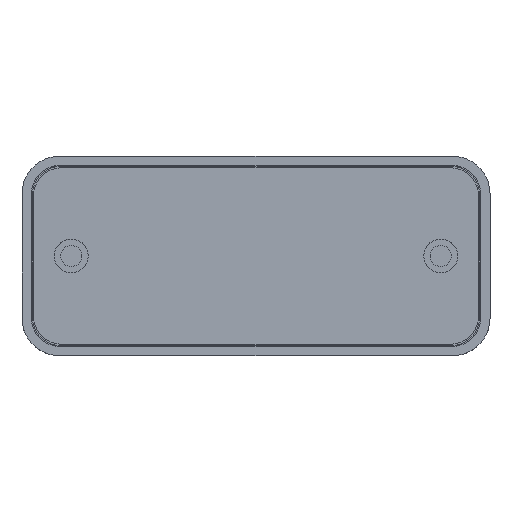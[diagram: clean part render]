
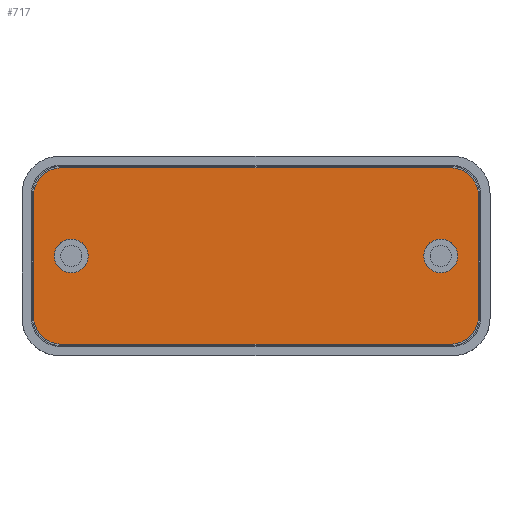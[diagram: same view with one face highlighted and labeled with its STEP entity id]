
A CAD part, top view. The second image highlights one B-rep face of the part: STEP entity #717.
In plain terms, the highlighted planar face has unit normal (0, 0, 1).
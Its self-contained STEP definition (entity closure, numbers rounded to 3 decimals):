
#41 = EDGE_LOOP ( 'NONE', ( #972, #710 ) ) ;
#51 = DIRECTION ( 'NONE',  ( 1., 0., 0. ) ) ;
#54 = AXIS2_PLACEMENT_3D ( 'NONE', #1397, #1082, #1731 ) ;
#60 = DIRECTION ( 'NONE',  ( 0., 0., 1. ) ) ;
#78 = DIRECTION ( 'NONE',  ( 0., 0., 1. ) ) ;
#102 = EDGE_CURVE ( 'NONE', #1505, #1153, #1520, .T. ) ;
#109 = DIRECTION ( 'NONE',  ( 0., 0., 1. ) ) ;
#168 = CARTESIAN_POINT ( 'NONE',  ( 41.25, -18.75, 6.8 ) ) ;
#184 = CARTESIAN_POINT ( 'NONE',  ( -41.25, -12.75, 6.8 ) ) ;
#188 = VERTEX_POINT ( 'NONE', #1989 ) ;
#194 = ORIENTED_EDGE ( 'NONE', *, *, #707, .T. ) ;
#239 = DIRECTION ( 'NONE',  ( 1., 0., 0. ) ) ;
#240 = AXIS2_PLACEMENT_3D ( 'NONE', #1188, #78, #51 ) ;
#255 = CIRCLE ( 'NONE', #1187, 3.6 ) ;
#262 = CARTESIAN_POINT ( 'NONE',  ( -39.25, 0., 6.8 ) ) ;
#290 = LINE ( 'NONE', #1745, #1411 ) ;
#303 = CARTESIAN_POINT ( 'NONE',  ( -41.25, 18.75, 6.8 ) ) ;
#309 = ORIENTED_EDGE ( 'NONE', *, *, #2070, .T. ) ;
#310 = DIRECTION ( 'NONE',  ( -1., 0., 0. ) ) ;
#338 = CIRCLE ( 'NONE', #878, 3.6 ) ;
#348 = EDGE_LOOP ( 'NONE', ( #1367, #1595 ) ) ;
#361 = CARTESIAN_POINT ( 'NONE',  ( 47.25, 18.75, 6.8 ) ) ;
#369 = CARTESIAN_POINT ( 'NONE',  ( -47.25, -18.75, 6.8 ) ) ;
#382 = EDGE_CURVE ( 'NONE', #571, #631, #255, .T. ) ;
#439 = CARTESIAN_POINT ( 'NONE',  ( 47.25, -12.75, 6.8 ) ) ;
#483 = VERTEX_POINT ( 'NONE', #1964 ) ;
#485 = CARTESIAN_POINT ( 'NONE',  ( -42.85, 0., 6.8 ) ) ;
#520 = CIRCLE ( 'NONE', #1708, 3.6 ) ;
#525 = VERTEX_POINT ( 'NONE', #625 ) ;
#571 = VERTEX_POINT ( 'NONE', #584 ) ;
#572 = ORIENTED_EDGE ( 'NONE', *, *, #102, .T. ) ;
#584 = CARTESIAN_POINT ( 'NONE',  ( 42.85, 0., 6.8 ) ) ;
#625 = CARTESIAN_POINT ( 'NONE',  ( -47.25, 12.75, 6.8 ) ) ;
#631 = VERTEX_POINT ( 'NONE', #1738 ) ;
#638 = CARTESIAN_POINT ( 'NONE',  ( 41.25, 12.75, 6.8 ) ) ;
#696 = AXIS2_PLACEMENT_3D ( 'NONE', #184, #816, #1484 ) ;
#703 = CARTESIAN_POINT ( 'NONE',  ( 41.25, -12.75, 6.8 ) ) ;
#707 = EDGE_CURVE ( 'NONE', #1634, #1505, #1763, .T. ) ;
#710 = ORIENTED_EDGE ( 'NONE', *, *, #1839, .F. ) ;
#717 = ADVANCED_FACE ( 'NONE', ( #1854, #865, #1025 ), #1844, .T. ) ;
#719 = EDGE_CURVE ( 'NONE', #1303, #1349, #338, .T. ) ;
#747 = VERTEX_POINT ( 'NONE', #303 ) ;
#809 = EDGE_CURVE ( 'NONE', #525, #956, #290, .T. ) ;
#816 = DIRECTION ( 'NONE',  ( 0., 0., 1. ) ) ;
#846 = CARTESIAN_POINT ( 'NONE',  ( -39.25, 0., 6.8 ) ) ;
#852 = AXIS2_PLACEMENT_3D ( 'NONE', #638, #1312, #1949 ) ;
#857 = AXIS2_PLACEMENT_3D ( 'NONE', #262, #909, #1565 ) ;
#865 = FACE_BOUND ( 'NONE', #41, .T. ) ;
#878 = AXIS2_PLACEMENT_3D ( 'NONE', #846, #1008, #1509 ) ;
#897 = EDGE_CURVE ( 'NONE', #188, #747, #957, .T. ) ;
#909 = DIRECTION ( 'NONE',  ( 0., 0., 1. ) ) ;
#952 = CIRCLE ( 'NONE', #54, 6. ) ;
#956 = VERTEX_POINT ( 'NONE', #1867 ) ;
#957 = LINE ( 'NONE', #1494, #1941 ) ;
#972 = ORIENTED_EDGE ( 'NONE', *, *, #382, .F. ) ;
#1008 = DIRECTION ( 'NONE',  ( 0., 0., 1. ) ) ;
#1013 = DIRECTION ( 'NONE',  ( 1., 0., 0. ) ) ;
#1025 = FACE_OUTER_BOUND ( 'NONE', #1362, .T. ) ;
#1041 = CARTESIAN_POINT ( 'NONE',  ( 39.25, 0., 6.8 ) ) ;
#1082 = DIRECTION ( 'NONE',  ( 0., 0., 1. ) ) ;
#1096 = DIRECTION ( 'NONE',  ( 0., -1., 0. ) ) ;
#1153 = VERTEX_POINT ( 'NONE', #1490 ) ;
#1187 = AXIS2_PLACEMENT_3D ( 'NONE', #1196, #109, #1564 ) ;
#1188 = CARTESIAN_POINT ( 'NONE',  ( 0., 0., 6.8 ) ) ;
#1189 = VECTOR ( 'NONE', #1823, 1000. ) ;
#1196 = CARTESIAN_POINT ( 'NONE',  ( 39.25, 0., 6.8 ) ) ;
#1208 = VECTOR ( 'NONE', #1013, 1000. ) ;
#1219 = DIRECTION ( 'NONE',  ( 1., 0., 0. ) ) ;
#1297 = EDGE_CURVE ( 'NONE', #1153, #188, #1771, .T. ) ;
#1303 = VERTEX_POINT ( 'NONE', #485 ) ;
#1312 = DIRECTION ( 'NONE',  ( 0., 0., 1. ) ) ;
#1327 = CARTESIAN_POINT ( 'NONE',  ( -35.65, 0., 6.8 ) ) ;
#1335 = AXIS2_PLACEMENT_3D ( 'NONE', #703, #60, #1219 ) ;
#1349 = VERTEX_POINT ( 'NONE', #1327 ) ;
#1362 = EDGE_LOOP ( 'NONE', ( #572, #1483, #1821, #1363, #1956, #309, #1829, #194 ) ) ;
#1363 = ORIENTED_EDGE ( 'NONE', *, *, #1463, .T. ) ;
#1367 = ORIENTED_EDGE ( 'NONE', *, *, #1887, .F. ) ;
#1373 = EDGE_CURVE ( 'NONE', #483, #1634, #1834, .T. ) ;
#1397 = CARTESIAN_POINT ( 'NONE',  ( -41.25, 12.75, 6.8 ) ) ;
#1411 = VECTOR ( 'NONE', #1096, 1000. ) ;
#1463 = EDGE_CURVE ( 'NONE', #747, #525, #952, .T. ) ;
#1483 = ORIENTED_EDGE ( 'NONE', *, *, #1297, .T. ) ;
#1484 = DIRECTION ( 'NONE',  ( 1., 0., 0. ) ) ;
#1490 = CARTESIAN_POINT ( 'NONE',  ( 47.25, 12.75, 6.8 ) ) ;
#1494 = CARTESIAN_POINT ( 'NONE',  ( -47.25, 18.75, 6.8 ) ) ;
#1505 = VERTEX_POINT ( 'NONE', #439 ) ;
#1509 = DIRECTION ( 'NONE',  ( 1., 0., 0. ) ) ;
#1520 = LINE ( 'NONE', #361, #1189 ) ;
#1564 = DIRECTION ( 'NONE',  ( 1., 0., 0. ) ) ;
#1565 = DIRECTION ( 'NONE',  ( 1., 0., 0. ) ) ;
#1595 = ORIENTED_EDGE ( 'NONE', *, *, #719, .F. ) ;
#1618 = CIRCLE ( 'NONE', #696, 6. ) ;
#1634 = VERTEX_POINT ( 'NONE', #168 ) ;
#1696 = DIRECTION ( 'NONE',  ( 0., 0., 1. ) ) ;
#1708 = AXIS2_PLACEMENT_3D ( 'NONE', #1041, #1696, #239 ) ;
#1731 = DIRECTION ( 'NONE',  ( 1., 0., 0. ) ) ;
#1738 = CARTESIAN_POINT ( 'NONE',  ( 35.65, 0., 6.8 ) ) ;
#1745 = CARTESIAN_POINT ( 'NONE',  ( -47.25, 18.75, 6.8 ) ) ;
#1763 = CIRCLE ( 'NONE', #1335, 6. ) ;
#1771 = CIRCLE ( 'NONE', #852, 6. ) ;
#1777 = CIRCLE ( 'NONE', #857, 3.6 ) ;
#1821 = ORIENTED_EDGE ( 'NONE', *, *, #897, .T. ) ;
#1823 = DIRECTION ( 'NONE',  ( 0., 1., 0. ) ) ;
#1829 = ORIENTED_EDGE ( 'NONE', *, *, #1373, .T. ) ;
#1834 = LINE ( 'NONE', #369, #1208 ) ;
#1839 = EDGE_CURVE ( 'NONE', #631, #571, #520, .T. ) ;
#1844 = PLANE ( 'NONE',  #240 ) ;
#1854 = FACE_BOUND ( 'NONE', #348, .T. ) ;
#1867 = CARTESIAN_POINT ( 'NONE',  ( -47.25, -12.75, 6.8 ) ) ;
#1887 = EDGE_CURVE ( 'NONE', #1349, #1303, #1777, .T. ) ;
#1941 = VECTOR ( 'NONE', #310, 1000. ) ;
#1949 = DIRECTION ( 'NONE',  ( 1., 0., 0. ) ) ;
#1956 = ORIENTED_EDGE ( 'NONE', *, *, #809, .T. ) ;
#1964 = CARTESIAN_POINT ( 'NONE',  ( -41.25, -18.75, 6.8 ) ) ;
#1989 = CARTESIAN_POINT ( 'NONE',  ( 41.25, 18.75, 6.8 ) ) ;
#2070 = EDGE_CURVE ( 'NONE', #956, #483, #1618, .T. ) ;
